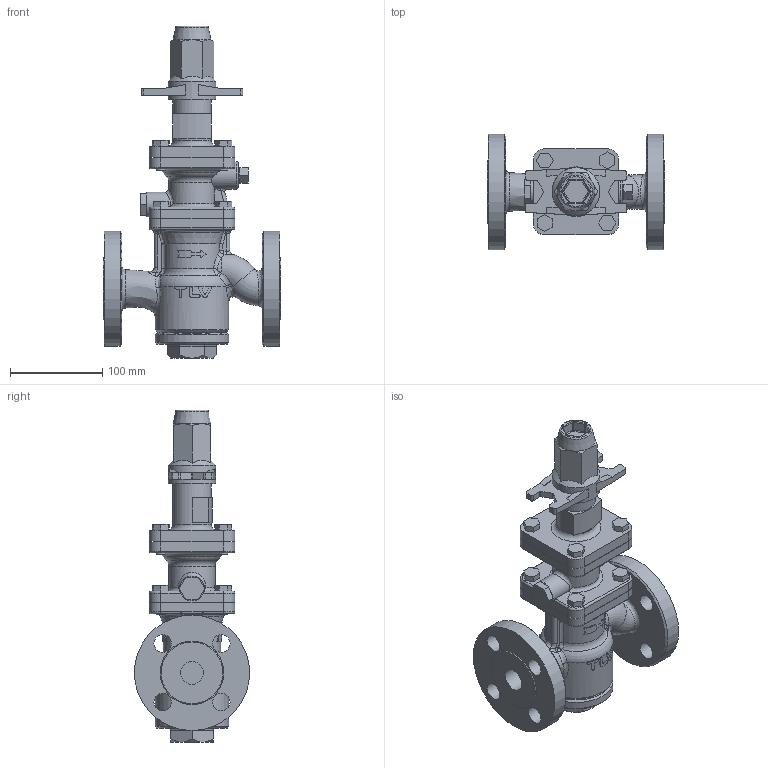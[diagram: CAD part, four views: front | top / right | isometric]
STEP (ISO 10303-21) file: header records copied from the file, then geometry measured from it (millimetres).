
FILE_DESCRIPTION(/* description */ (''),/* implementation_level */ '2;1');
FILE_NAME(/* name */ 'csr16-025-jis20-00.stp',/* time_stamp */ '2018-02-08T10:41:13+09:00',/* author */ ('nakaot'),/* organization */ (''),/* preprocessor_version */ 'ST-DEVELOPER v15.6',/* originating_system */ 'Autodesk Inventor 2015',/* authorisation */ '');
FILE_SCHEMA (('CONFIG_CONTROL_DESIGN'));
Length unit declared in the file: millimetre
Products named in the file (1): csr16-025-jis20-00
Bounding box: 192 x 125 x 360 mm (x, y, z)
Volume: 1835441.1 mm3; surface area: 223066.1 mm2
Topology: 1 solids, 1 shells, 559 faces, 1389 edges, 860 vertices
Faces by surface type: plane 233, cylinder 164, bspline 85, torus 45, cone 22, sphere 10
Full cylindrical faces by diameter (mm): 10 x16, 12 x8, 19 x8, 25 x2, 27 x1, 30 x1, 42 x1, 52 x1, 60 x2, 70 x1, 80 x2, 125 x2
Entity records: 24403 total; most frequent: CARTESIAN_POINT 12027, ORIENTED_EDGE 2582, DIRECTION 2391, EDGE_CURVE 1291, AXIS2_PLACEMENT_3D 917, VERTEX_POINT 839, EDGE_LOOP 696, FACE_OUTER_BOUND 559
